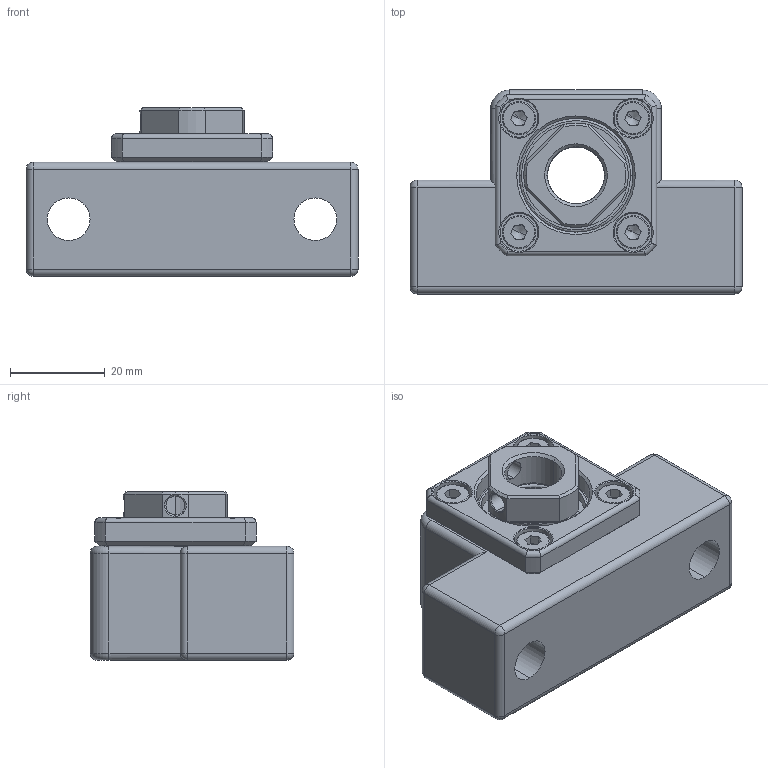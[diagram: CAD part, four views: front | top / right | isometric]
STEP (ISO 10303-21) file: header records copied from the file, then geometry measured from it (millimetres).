
FILE_DESCRIPTION (( 'STEP AP214' ), '1' );
FILE_NAME ('EK12疒玉.STEP', '2018-12-10T05:07:09', ( 'Windows 荤侩磊' ), ( '' ), 'SwSTEP 2.0', 'SolidWorks 2013', '' );
FILE_SCHEMA (( 'AUTOMOTIVE_DESIGN' ));
Length unit declared in the file: millimetre
Products named in the file (8): M4 x 8螺絲; BK12鎖固螺帽(成_); BK.FK.EK12間隔圈; EK12軸承_(銑_); BK12軸封; 7001A 軸承; EK12_體(成_); EK12疒玉
Assembly tree (12 placements, depth 2):
  EK12疒玉
    EK12_體(成_)
    7001A 軸承  x2
    BK12軸封  x2
    EK12軸承_(銑_)
    BK.FK.EK12間隔圈
    BK12鎖固螺帽(成_)
    M4 x 8螺絲  x4
Bounding box: 70 x 43 x 35.5 mm (x, y, z)
Volume: 51167.7 mm3; surface area: 27306.3 mm2
Topology: 36 solids, 36 shells, 552 faces, 1265 edges, 737 vertices
Faces by surface type: cylinder 151, plane 129, cone 98, torus 94, sphere 52, bspline 28
Entity records: 14902 total; most frequent: CARTESIAN_POINT 6155, DIRECTION 1886, ORIENTED_EDGE 1610, EDGE_CURVE 805, AXIS2_PLACEMENT_3D 805, VERTEX_POINT 474, CIRCLE 429, EDGE_LOOP 423
